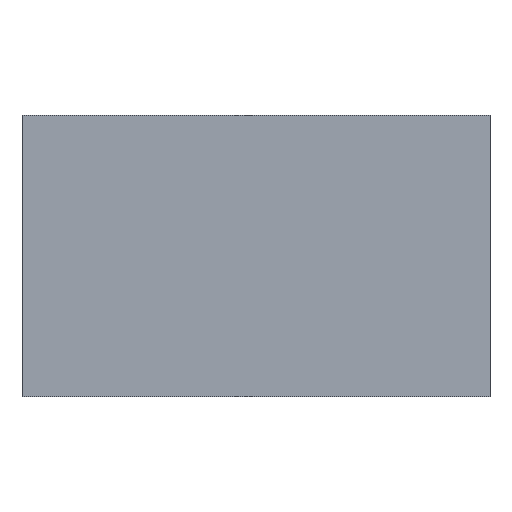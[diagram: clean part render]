
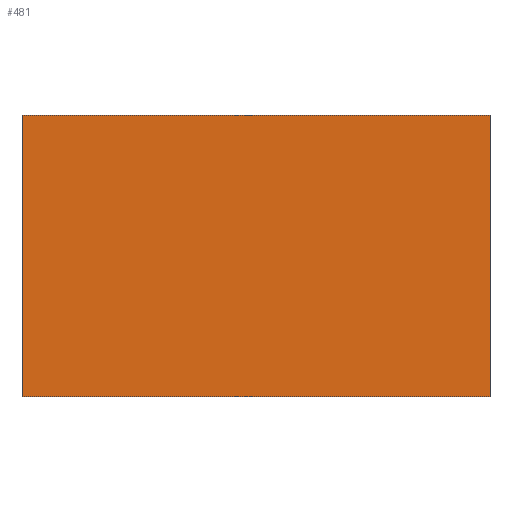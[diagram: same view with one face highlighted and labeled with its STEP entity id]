
A CAD part, front view. The second image highlights one B-rep face of the part: STEP entity #481.
In plain terms, the highlighted planar face has unit normal (0, -1, 0).
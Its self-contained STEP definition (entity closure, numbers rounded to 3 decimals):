
#6 = VERTEX_POINT ( 'NONE', #274 ) ;
#20 = DIRECTION ( 'NONE',  ( 0., 0., 1. ) ) ;
#46 = VECTOR ( 'NONE', #406, 1000. ) ;
#67 = CARTESIAN_POINT ( 'NONE',  ( -8.3, -12., 10. ) ) ;
#70 = VERTEX_POINT ( 'NONE', #333 ) ;
#79 = VECTOR ( 'NONE', #522, 1000. ) ;
#83 = CARTESIAN_POINT ( 'NONE',  ( -8.3, -12., 10. ) ) ;
#91 = LINE ( 'NONE', #83, #600 ) ;
#123 = EDGE_CURVE ( 'NONE', #293, #281, #380, .T. ) ;
#148 = EDGE_CURVE ( 'NONE', #6, #281, #217, .T. ) ;
#183 = ORIENTED_EDGE ( 'NONE', *, *, #356, .F. ) ;
#210 = VECTOR ( 'NONE', #231, 1000. ) ;
#217 = LINE ( 'NONE', #296, #46 ) ;
#231 = DIRECTION ( 'NONE',  ( 0., 0., -1. ) ) ;
#248 = DIRECTION ( 'NONE',  ( 0., 1., 0. ) ) ;
#265 = LINE ( 'NONE', #459, #210 ) ;
#274 = CARTESIAN_POINT ( 'NONE',  ( 8.3, -12., 10. ) ) ;
#281 = VERTEX_POINT ( 'NONE', #412 ) ;
#288 = ORIENTED_EDGE ( 'NONE', *, *, #123, .T. ) ;
#293 = VERTEX_POINT ( 'NONE', #545 ) ;
#296 = CARTESIAN_POINT ( 'NONE',  ( 8.3, -12., 10. ) ) ;
#323 = ORIENTED_EDGE ( 'NONE', *, *, #148, .F. ) ;
#333 = CARTESIAN_POINT ( 'NONE',  ( -8.3, -12., 10. ) ) ;
#345 = FACE_OUTER_BOUND ( 'NONE', #478, .T. ) ;
#356 = EDGE_CURVE ( 'NONE', #70, #6, #91, .T. ) ;
#362 = EDGE_CURVE ( 'NONE', #70, #293, #265, .T. ) ;
#366 = AXIS2_PLACEMENT_3D ( 'NONE', #67, #248, #20 ) ;
#380 = LINE ( 'NONE', #565, #79 ) ;
#406 = DIRECTION ( 'NONE',  ( 0., 0., -1. ) ) ;
#412 = CARTESIAN_POINT ( 'NONE',  ( 8.3, -12., 0. ) ) ;
#459 = CARTESIAN_POINT ( 'NONE',  ( -8.3, -12., 10. ) ) ;
#478 = EDGE_LOOP ( 'NONE', ( #288, #323, #183, #575 ) ) ;
#481 = ADVANCED_FACE ( 'NONE', ( #345 ), #584, .F. ) ;
#510 = DIRECTION ( 'NONE',  ( 1., 0., 0. ) ) ;
#522 = DIRECTION ( 'NONE',  ( 1., 0., 0. ) ) ;
#545 = CARTESIAN_POINT ( 'NONE',  ( -8.3, -12., 0. ) ) ;
#565 = CARTESIAN_POINT ( 'NONE',  ( -8.3, -12., 0. ) ) ;
#575 = ORIENTED_EDGE ( 'NONE', *, *, #362, .T. ) ;
#584 = PLANE ( 'NONE',  #366 ) ;
#600 = VECTOR ( 'NONE', #510, 1000. ) ;
